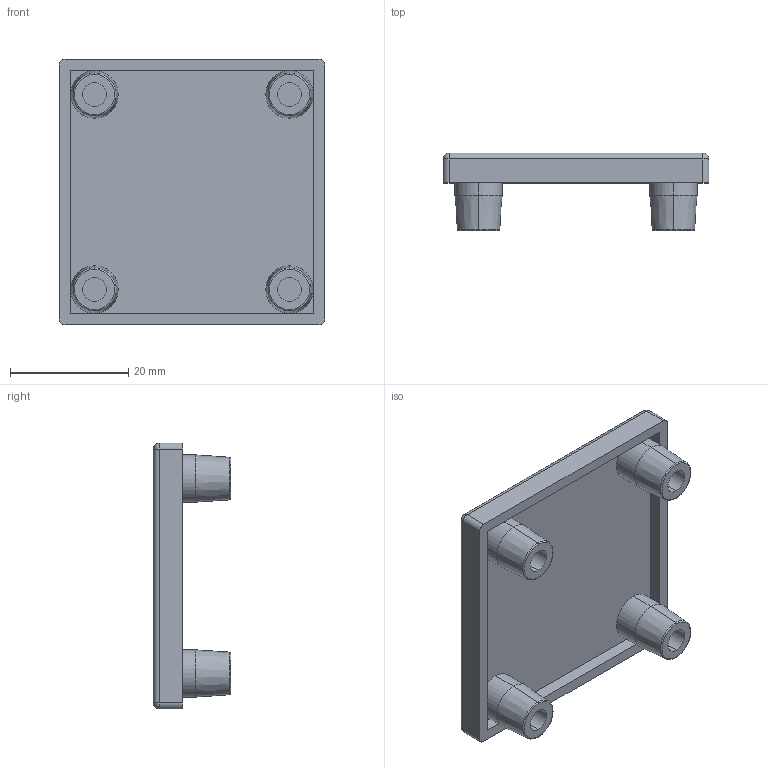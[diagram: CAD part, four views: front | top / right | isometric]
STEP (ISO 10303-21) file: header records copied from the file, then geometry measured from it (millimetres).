
FILE_DESCRIPTION (( 'STEP AP214' ), '1' );
FILE_NAME ('SNSD.30.50.50. Çàãëóøêà òîðöåâàÿ 45õ45Í(E22).STEP', '2014-11-20T11:45:32', ( 'XTreme.ws' ), ( 'XTreme.ws' ), 'SwSTEP 2.0', 'SolidWorks 2014', '' );
FILE_SCHEMA (( 'AUTOMOTIVE_DESIGN' ));
Length unit declared in the file: millimetre
Products named in the file (1): SNSD.30.50.50. Çàãëóøêà òîðöåâàÿ 45õ45Í(E22)
Bounding box: 45 x 13.1 x 45 mm (x, y, z)
Volume: 7784.3 mm3; surface area: 6704.7 mm2
Topology: 1 solids, 1 shells, 63 faces, 132 edges, 76 vertices
Faces by surface type: cylinder 24, plane 19, torus 8, cone 8, sphere 4
Entity records: 1684 total; most frequent: DIRECTION 328, CARTESIAN_POINT 268, ORIENTED_EDGE 256, AXIS2_PLACEMENT_3D 136, EDGE_CURVE 128, VERTEX_POINT 76, CIRCLE 72, EDGE_LOOP 72
